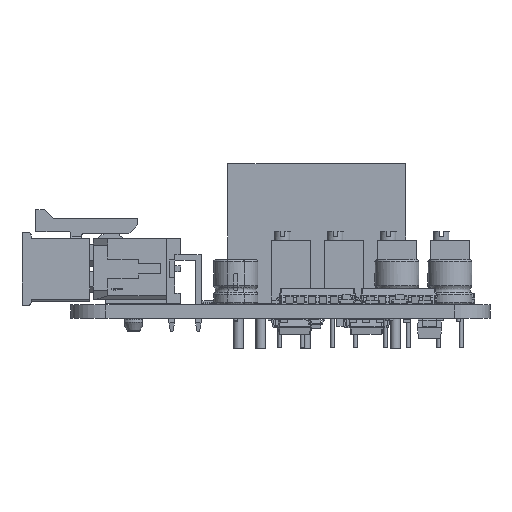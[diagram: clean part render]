
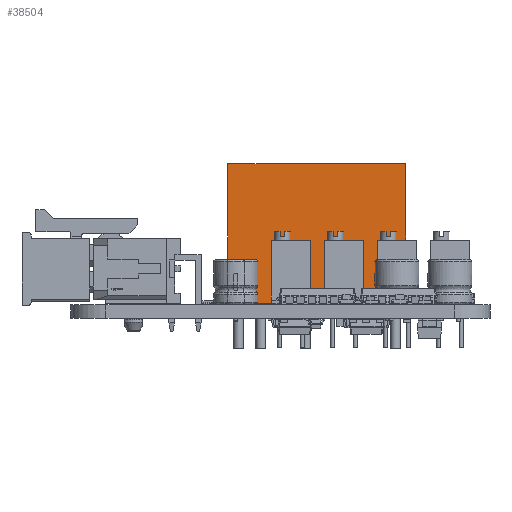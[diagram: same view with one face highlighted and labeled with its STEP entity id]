
A CAD part, left-side view. The second image highlights one B-rep face of the part: STEP entity #38504.
In plain terms, the highlighted face is planar.
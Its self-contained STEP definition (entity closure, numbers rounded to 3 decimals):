
#38479 = VERTEX_POINT('',#38480);
#38480 = CARTESIAN_POINT('',(18.97,8.96,15.8));
#38486 = EDGE_CURVE('',#38487,#38479,#38489,.T.);
#38487 = VERTEX_POINT('',#38488);
#38488 = CARTESIAN_POINT('',(18.97,8.96,0.));
#38489 = LINE('',#38490,#38491);
#38490 = CARTESIAN_POINT('',(18.97,8.96,0.));
#38491 = VECTOR('',#38492,1.);
#38492 = DIRECTION('',(0.,0.,1.));
#38504 = ADVANCED_FACE('',(#38505),#38530,.F.);
#38505 = FACE_BOUND('',#38506,.F.);
#38506 = EDGE_LOOP('',(#38507,#38508,#38516,#38524));
#38507 = ORIENTED_EDGE('',*,*,#38486,.T.);
#38508 = ORIENTED_EDGE('',*,*,#38509,.T.);
#38509 = EDGE_CURVE('',#38479,#38510,#38512,.T.);
#38510 = VERTEX_POINT('',#38511);
#38511 = CARTESIAN_POINT('',(-1.18,8.96,15.8));
#38512 = LINE('',#38513,#38514);
#38513 = CARTESIAN_POINT('',(18.97,8.96,15.8));
#38514 = VECTOR('',#38515,1.);
#38515 = DIRECTION('',(-1.,0.,0.));
#38516 = ORIENTED_EDGE('',*,*,#38517,.F.);
#38517 = EDGE_CURVE('',#38518,#38510,#38520,.T.);
#38518 = VERTEX_POINT('',#38519);
#38519 = CARTESIAN_POINT('',(-1.18,8.96,0.));
#38520 = LINE('',#38521,#38522);
#38521 = CARTESIAN_POINT('',(-1.18,8.96,0.));
#38522 = VECTOR('',#38523,1.);
#38523 = DIRECTION('',(0.,0.,1.));
#38524 = ORIENTED_EDGE('',*,*,#38525,.F.);
#38525 = EDGE_CURVE('',#38487,#38518,#38526,.T.);
#38526 = LINE('',#38527,#38528);
#38527 = CARTESIAN_POINT('',(18.97,8.96,0.));
#38528 = VECTOR('',#38529,1.);
#38529 = DIRECTION('',(-1.,0.,0.));
#38530 = PLANE('',#38531);
#38531 = AXIS2_PLACEMENT_3D('',#38532,#38533,#38534);
#38532 = CARTESIAN_POINT('',(18.97,8.96,0.));
#38533 = DIRECTION('',(0.,-1.,0.));
#38534 = DIRECTION('',(-1.,0.,0.));
